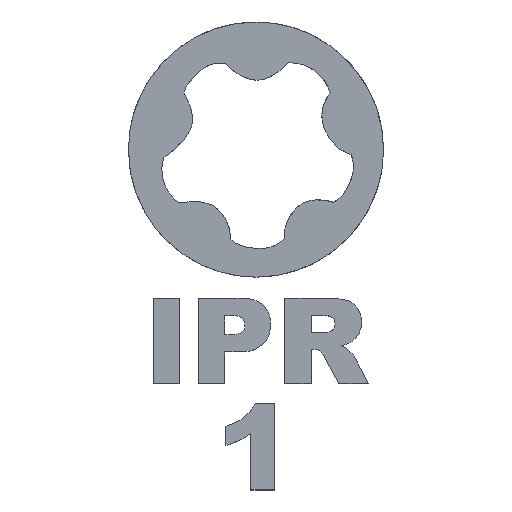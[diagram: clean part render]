
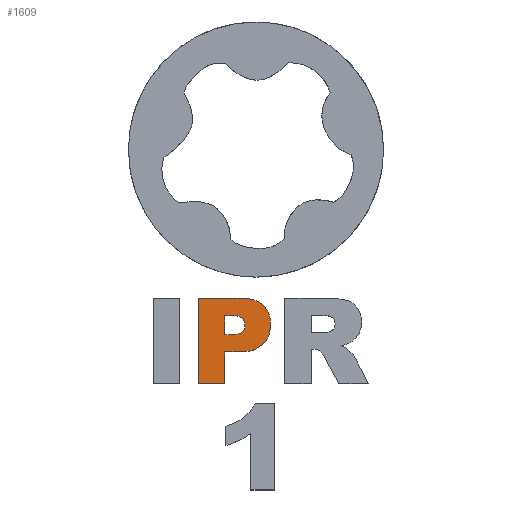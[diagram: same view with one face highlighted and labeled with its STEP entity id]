
A CAD part, top view. The second image highlights one B-rep face of the part: STEP entity #1609.
In plain terms, the highlighted planar face has unit normal (0, 0, 1).
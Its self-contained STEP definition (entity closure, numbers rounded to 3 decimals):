
#25=FACE_BOUND('',#220,.T.);
#45=PLANE('',#1685);
#127=FACE_OUTER_BOUND('',#219,.T.);
#219=EDGE_LOOP('',(#1265,#1266,#1267,#1268,#1269,#1270,#1271,#1272,#1273));
#220=EDGE_LOOP('',(#1274,#1275,#1276,#1277,#1278,#1279,#1280));
#301=LINE('',#2329,#437);
#309=LINE('',#2429,#445);
#312=LINE('',#2434,#448);
#314=LINE('',#2439,#450);
#318=LINE('',#2447,#454);
#321=LINE('',#2453,#457);
#328=LINE('',#2551,#464);
#331=LINE('',#2556,#467);
#437=VECTOR('',#1763,10.);
#445=VECTOR('',#1773,10.);
#448=VECTOR('',#1778,10.);
#450=VECTOR('',#1782,10.);
#454=VECTOR('',#1788,10.);
#457=VECTOR('',#1793,10.);
#464=VECTOR('',#1802,10.);
#467=VECTOR('',#1807,10.);
#577=B_SPLINE_CURVE_WITH_KNOTS('',3,(#2346,#2347,#2348,#2349,#2350),
 .UNSPECIFIED.,.F.,.F.,(4,1,4),(0.,0.021,0.05),
 .UNSPECIFIED.);
#579=B_SPLINE_CURVE_WITH_KNOTS('',3,(#2369,#2370,#2371,#2372,#2373),
 .UNSPECIFIED.,.F.,.F.,(4,1,4),(0.,0.018,0.035),
 .UNSPECIFIED.);
#581=B_SPLINE_CURVE_WITH_KNOTS('',3,(#2392,#2393,#2394,#2395,#2396),
 .UNSPECIFIED.,.F.,.F.,(4,1,4),(0.,0.018,0.036),
 .UNSPECIFIED.);
#583=B_SPLINE_CURVE_WITH_KNOTS('',3,(#2415,#2416,#2417,#2418,#2419),
 .UNSPECIFIED.,.F.,.F.,(4,1,4),(0.,0.031,0.052),
 .UNSPECIFIED.);
#585=B_SPLINE_CURVE_WITH_KNOTS('',3,(#2468,#2469,#2470,#2471,#2472),
 .UNSPECIFIED.,.F.,.F.,(4,1,4),(0.,0.053,0.118),
 .UNSPECIFIED.);
#587=B_SPLINE_CURVE_WITH_KNOTS('',3,(#2491,#2492,#2493,#2494,#2495),
 .UNSPECIFIED.,.F.,.F.,(4,1,4),(0.,0.055,0.104),
 .UNSPECIFIED.);
#589=B_SPLINE_CURVE_WITH_KNOTS('',3,(#2514,#2515,#2516,#2517,#2518),
 .UNSPECIFIED.,.F.,.F.,(4,1,4),(0.,0.046,0.099),
 .UNSPECIFIED.);
#591=B_SPLINE_CURVE_WITH_KNOTS('',3,(#2537,#2538,#2539,#2540,#2541),
 .UNSPECIFIED.,.F.,.F.,(4,1,4),(0.,0.059,0.107),
 .UNSPECIFIED.);
#689=VERTEX_POINT('',#2327);
#690=VERTEX_POINT('',#2328);
#693=VERTEX_POINT('',#2345);
#695=VERTEX_POINT('',#2368);
#697=VERTEX_POINT('',#2391);
#699=VERTEX_POINT('',#2414);
#701=VERTEX_POINT('',#2428);
#703=VERTEX_POINT('',#2437);
#704=VERTEX_POINT('',#2438);
#707=VERTEX_POINT('',#2446);
#709=VERTEX_POINT('',#2452);
#711=VERTEX_POINT('',#2467);
#713=VERTEX_POINT('',#2490);
#715=VERTEX_POINT('',#2513);
#717=VERTEX_POINT('',#2536);
#719=VERTEX_POINT('',#2550);
#877=EDGE_CURVE('',#689,#690,#301,.T.);
#881=EDGE_CURVE('',#693,#689,#577,.T.);
#884=EDGE_CURVE('',#695,#693,#579,.T.);
#887=EDGE_CURVE('',#697,#695,#581,.T.);
#890=EDGE_CURVE('',#699,#697,#583,.T.);
#893=EDGE_CURVE('',#701,#699,#309,.T.);
#896=EDGE_CURVE('',#690,#701,#312,.T.);
#898=EDGE_CURVE('',#703,#704,#314,.T.);
#902=EDGE_CURVE('',#707,#703,#318,.T.);
#905=EDGE_CURVE('',#709,#707,#321,.T.);
#908=EDGE_CURVE('',#711,#709,#585,.T.);
#911=EDGE_CURVE('',#713,#711,#587,.T.);
#914=EDGE_CURVE('',#715,#713,#589,.T.);
#917=EDGE_CURVE('',#717,#715,#591,.T.);
#920=EDGE_CURVE('',#719,#717,#328,.T.);
#923=EDGE_CURVE('',#704,#719,#331,.T.);
#1265=ORIENTED_EDGE('',*,*,#923,.F.);
#1266=ORIENTED_EDGE('',*,*,#898,.F.);
#1267=ORIENTED_EDGE('',*,*,#902,.F.);
#1268=ORIENTED_EDGE('',*,*,#905,.F.);
#1269=ORIENTED_EDGE('',*,*,#908,.F.);
#1270=ORIENTED_EDGE('',*,*,#911,.F.);
#1271=ORIENTED_EDGE('',*,*,#914,.F.);
#1272=ORIENTED_EDGE('',*,*,#917,.F.);
#1273=ORIENTED_EDGE('',*,*,#920,.F.);
#1274=ORIENTED_EDGE('',*,*,#896,.F.);
#1275=ORIENTED_EDGE('',*,*,#877,.F.);
#1276=ORIENTED_EDGE('',*,*,#881,.F.);
#1277=ORIENTED_EDGE('',*,*,#884,.F.);
#1278=ORIENTED_EDGE('',*,*,#887,.F.);
#1279=ORIENTED_EDGE('',*,*,#890,.F.);
#1280=ORIENTED_EDGE('',*,*,#893,.F.);
#1609=ADVANCED_FACE('',(#127,#25),#45,.T.);
#1685=AXIS2_PLACEMENT_3D('',#2558,#1809,#1810);
#1763=DIRECTION('',(-1.,0.,0.));
#1773=DIRECTION('',(1.,0.,0.));
#1778=DIRECTION('',(0.,-1.,0.));
#1782=DIRECTION('',(-1.,0.,0.));
#1788=DIRECTION('',(0.,-1.,0.));
#1793=DIRECTION('',(-1.,0.,0.));
#1802=DIRECTION('',(1.,0.,0.));
#1807=DIRECTION('',(0.,1.,0.));
#1809=DIRECTION('center_axis',(0.,0.,
1.));
#1810=DIRECTION('ref_axis',(-1.,0.,0.));
#2327=CARTESIAN_POINT('',(8.887,-219.813,0.));
#2328=CARTESIAN_POINT('',(8.535,-219.813,0.));
#2329=CARTESIAN_POINT('',(8.887,-219.813,0.));
#2345=CARTESIAN_POINT('',(9.359,-219.944,0.));
#2346=CARTESIAN_POINT('Ctrl Pts',(9.359,-219.944,0.));
#2347=CARTESIAN_POINT('Ctrl Pts',(9.3,-219.906,0.));
#2348=CARTESIAN_POINT('Ctrl Pts',(9.158,-219.814,0.));
#2349=CARTESIAN_POINT('Ctrl Pts',(8.987,-219.814,0.));
#2350=CARTESIAN_POINT('Ctrl Pts',(8.887,-219.813,0.));
#2368=CARTESIAN_POINT('',(9.484,-220.263,0.));
#2369=CARTESIAN_POINT('Ctrl Pts',(9.484,-220.263,0.));
#2370=CARTESIAN_POINT('Ctrl Pts',(9.479,-220.203,0.));
#2371=CARTESIAN_POINT('Ctrl Pts',(9.469,-220.084,0.));
#2372=CARTESIAN_POINT('Ctrl Pts',(9.395,-219.99,0.));
#2373=CARTESIAN_POINT('Ctrl Pts',(9.359,-219.944,0.));
#2391=CARTESIAN_POINT('',(9.34,-220.583,0.));
#2392=CARTESIAN_POINT('Ctrl Pts',(9.34,-220.583,0.));
#2393=CARTESIAN_POINT('Ctrl Pts',(9.382,-220.538,0.));
#2394=CARTESIAN_POINT('Ctrl Pts',(9.467,-220.448,0.));
#2395=CARTESIAN_POINT('Ctrl Pts',(9.478,-220.325,0.));
#2396=CARTESIAN_POINT('Ctrl Pts',(9.484,-220.263,0.));
#2414=CARTESIAN_POINT('',(8.838,-220.705,0.));
#2415=CARTESIAN_POINT('Ctrl Pts',(8.838,-220.705,0.));
#2416=CARTESIAN_POINT('Ctrl Pts',(8.942,-220.705,0.));
#2417=CARTESIAN_POINT('Ctrl Pts',(9.12,-220.704,0.));
#2418=CARTESIAN_POINT('Ctrl Pts',(9.275,-220.618,0.));
#2419=CARTESIAN_POINT('Ctrl Pts',(9.34,-220.583,0.));
#2428=CARTESIAN_POINT('',(8.535,-220.705,0.));
#2429=CARTESIAN_POINT('',(8.535,-220.705,0.));
#2434=CARTESIAN_POINT('',(8.535,-219.813,0.));
#2437=CARTESIAN_POINT('',(8.535,-223.,0.));
#2438=CARTESIAN_POINT('',(7.293,-223.,0.));
#2439=CARTESIAN_POINT('',(8.535,-223.,0.));
#2446=CARTESIAN_POINT('',(8.535,-221.516,0.));
#2447=CARTESIAN_POINT('',(8.535,-221.516,0.));
#2452=CARTESIAN_POINT('',(9.211,-221.516,0.));
#2453=CARTESIAN_POINT('',(9.211,-221.516,0.));
#2467=CARTESIAN_POINT('',(10.322,-221.175,0.));
#2468=CARTESIAN_POINT('Ctrl Pts',(10.322,-221.175,0.));
#2469=CARTESIAN_POINT('Ctrl Pts',(10.174,-221.274,0.));
#2470=CARTESIAN_POINT('Ctrl Pts',(9.84,-221.497,0.));
#2471=CARTESIAN_POINT('Ctrl Pts',(9.436,-221.509,0.));
#2472=CARTESIAN_POINT('Ctrl Pts',(9.211,-221.516,0.));
#2490=CARTESIAN_POINT('',(10.688,-220.228,0.));
#2491=CARTESIAN_POINT('Ctrl Pts',(10.688,-220.228,0.));
#2492=CARTESIAN_POINT('Ctrl Pts',(10.676,-220.415,0.));
#2493=CARTESIAN_POINT('Ctrl Pts',(10.654,-220.771,0.));
#2494=CARTESIAN_POINT('Ctrl Pts',(10.429,-221.045,0.));
#2495=CARTESIAN_POINT('Ctrl Pts',(10.322,-221.175,0.));
#2513=CARTESIAN_POINT('',(10.352,-219.319,0.));
#2514=CARTESIAN_POINT('Ctrl Pts',(10.352,-219.319,0.));
#2515=CARTESIAN_POINT('Ctrl Pts',(10.45,-219.443,0.));
#2516=CARTESIAN_POINT('Ctrl Pts',(10.659,-219.708,0.));
#2517=CARTESIAN_POINT('Ctrl Pts',(10.678,-220.047,0.));
#2518=CARTESIAN_POINT('Ctrl Pts',(10.688,-220.228,0.));
#2536=CARTESIAN_POINT('',(9.348,-219.,0.));
#2537=CARTESIAN_POINT('Ctrl Pts',(9.348,-219.,0.));
#2538=CARTESIAN_POINT('Ctrl Pts',(9.55,-219.007,0.));
#2539=CARTESIAN_POINT('Ctrl Pts',(9.917,-219.019,0.));
#2540=CARTESIAN_POINT('Ctrl Pts',(10.217,-219.226,0.));
#2541=CARTESIAN_POINT('Ctrl Pts',(10.352,-219.319,0.));
#2550=CARTESIAN_POINT('',(7.293,-219.,0.));
#2551=CARTESIAN_POINT('',(7.293,-219.,0.));
#2556=CARTESIAN_POINT('',(7.293,-223.,0.));
#2558=CARTESIAN_POINT('Origin',(8.99,-221.,0.));
